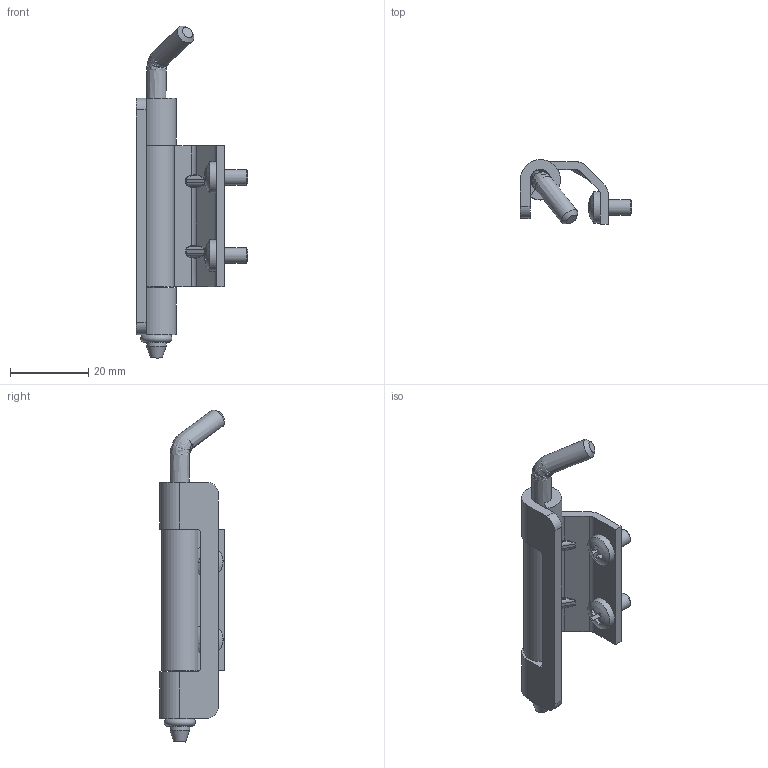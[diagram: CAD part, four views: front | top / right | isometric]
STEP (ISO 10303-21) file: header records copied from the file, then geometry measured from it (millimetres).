
FILE_DESCRIPTION(('STEP AP203'),'1');
FILE_NAME('695.6.3.1.step','2014-09-29T14:30:56',(' '),(' '),'Spatial InterOp 3D',' ',' ');
FILE_SCHEMA(('CONFIG_CONTROL_DESIGN'));
Length unit declared in the file: millimetre
Products named in the file (7): 1; 2; 3; 4; 5; 6; 7
Bounding box: 28.5 x 16.5 x 85 mm (x, y, z)
Volume: 7703.9 mm3; surface area: 8075.8 mm2
Topology: 7 solids, 7 shells, 168 faces, 408 edges, 258 vertices
Faces by surface type: plane 62, cylinder 57, bspline 36, cone 10, sphere 2, torus 1
Full cylindrical faces by diameter (mm): 1 x1, 4 x4, 8 x2
Entity records: 6828 total; most frequent: CARTESIAN_POINT 2721, DIRECTION 808, ORIENTED_EDGE 780, EDGE_CURVE 390, AXIS2_PLACEMENT_3D 329, VERTEX_POINT 256, EDGE_LOOP 194, FACE_OUTER_BOUND 182
